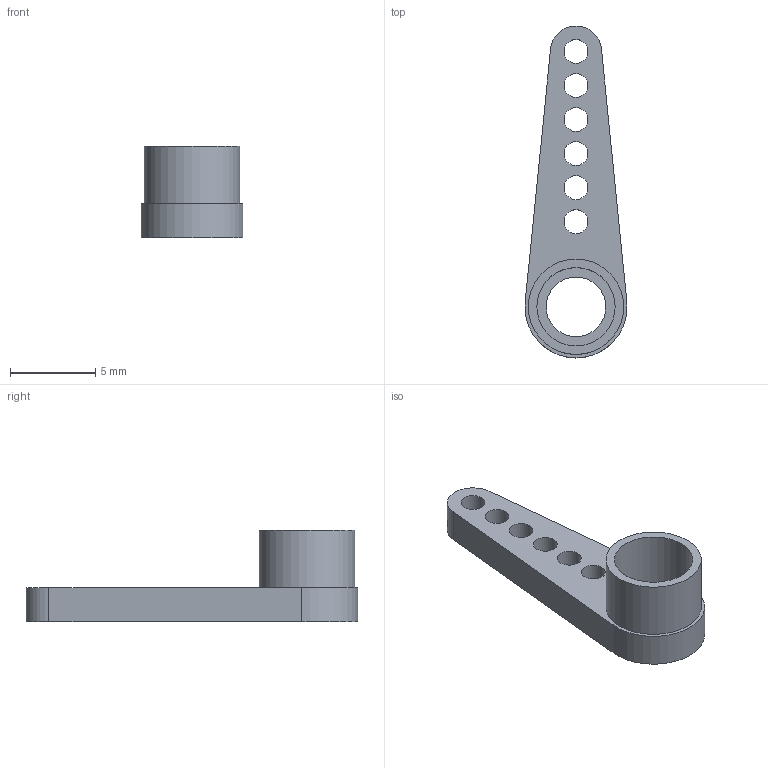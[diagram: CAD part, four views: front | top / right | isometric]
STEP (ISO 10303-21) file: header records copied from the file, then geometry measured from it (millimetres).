
FILE_DESCRIPTION(/* description */ (''),/* implementation_level */ '2;1');
FILE_NAME(/* name */ 'SG90_arm v2.step',/* time_stamp */ '2019-07-09T11:03:17+03:00',/* author */ (''),/* organization */ (''),/* preprocessor_version */ 'ST-DEVELOPER v18',/* originating_system */ 'Autodesk Translation Framework v8.2.0.1029',/* authorisation */ '');
FILE_SCHEMA (('AUTOMOTIVE_DESIGN { 1 0 10303 214 3 1 1 }'));
Length unit declared in the file: millimetre
Products named in the file (2): SG90_arm; SG90_arm_1
Assembly tree (1 placements, depth 2):
  SG90_arm
    SG90_arm_1
Bounding box: 5.99 x 19.49 x 5.4 mm (x, y, z)
Volume: 157.6 mm3; surface area: 403.4 mm2
Topology: 1 solids, 1 shells, 18 faces, 41 edges, 27 vertices
Faces by surface type: cylinder 11, plane 6, cone 1
Full cylindrical faces by diameter (mm): 1.4 x6, 3.5 x1, 4.6 x1, 5.6 x1
Entity records: 608 total; most frequent: DIRECTION 106, CARTESIAN_POINT 89, ORIENTED_EDGE 82, AXIS2_PLACEMENT_3D 44, EDGE_CURVE 41, EDGE_LOOP 34, VERTEX_POINT 27, CIRCLE 23
